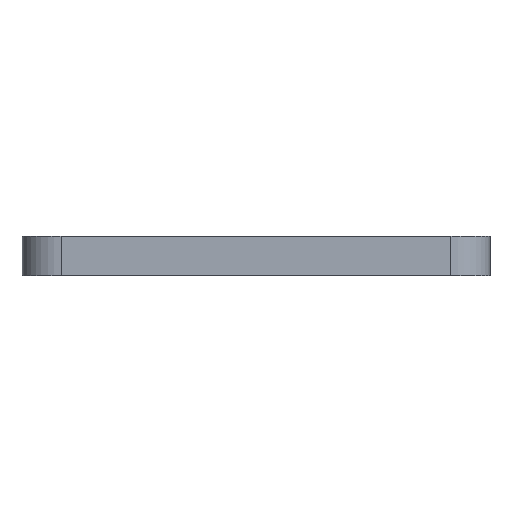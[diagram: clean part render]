
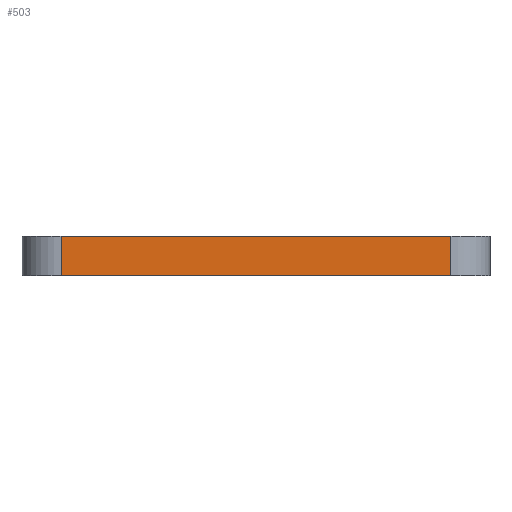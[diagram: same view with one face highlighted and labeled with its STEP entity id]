
A CAD part, left-side view. The second image highlights one B-rep face of the part: STEP entity #503.
In plain terms, the highlighted planar face has unit normal (-1, 0, 0).
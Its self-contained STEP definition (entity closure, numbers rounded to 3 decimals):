
#24 = CARTESIAN_POINT ( 'NONE',  ( -50., -25., 5. ) ) ;
#28 = ORIENTED_EDGE ( 'NONE', *, *, #49, .F. ) ;
#49 = EDGE_CURVE ( 'NONE', #686, #655, #584, .T. ) ;
#60 = VECTOR ( 'NONE', #299, 1000. ) ;
#87 = ORIENTED_EDGE ( 'NONE', *, *, #409, .T. ) ;
#102 = CARTESIAN_POINT ( 'NONE',  ( -50., 25., 5. ) ) ;
#164 = EDGE_CURVE ( 'NONE', #749, #686, #895, .T. ) ;
#224 = DIRECTION ( 'NONE',  ( 0., 0., -1. ) ) ;
#235 = CARTESIAN_POINT ( 'NONE',  ( -50., 25., 5. ) ) ;
#259 = LINE ( 'NONE', #613, #300 ) ;
#284 = DIRECTION ( 'NONE',  ( 1., 0., 0. ) ) ;
#299 = DIRECTION ( 'NONE',  ( 0., 0., -1. ) ) ;
#300 = VECTOR ( 'NONE', #546, 1000. ) ;
#309 = DIRECTION ( 'NONE',  ( 0., 0., -1. ) ) ;
#363 = CARTESIAN_POINT ( 'NONE',  ( -50., -25., 0. ) ) ;
#364 = CARTESIAN_POINT ( 'NONE',  ( -50., 25., 0. ) ) ;
#369 = CARTESIAN_POINT ( 'NONE',  ( -50., 25., 5. ) ) ;
#409 = EDGE_CURVE ( 'NONE', #749, #506, #748, .T. ) ;
#495 = CARTESIAN_POINT ( 'NONE',  ( -50., 25., 5. ) ) ;
#503 = ADVANCED_FACE ( 'NONE', ( #571 ), #941, .F. ) ;
#506 = VERTEX_POINT ( 'NONE', #364 ) ;
#546 = DIRECTION ( 'NONE',  ( 0., -1., 0. ) ) ;
#550 = VECTOR ( 'NONE', #309, 1000. ) ;
#571 = FACE_OUTER_BOUND ( 'NONE', #756, .T. ) ;
#579 = ORIENTED_EDGE ( 'NONE', *, *, #816, .T. ) ;
#584 = LINE ( 'NONE', #24, #550 ) ;
#613 = CARTESIAN_POINT ( 'NONE',  ( -50., 25., 0. ) ) ;
#655 = VERTEX_POINT ( 'NONE', #363 ) ;
#663 = CARTESIAN_POINT ( 'NONE',  ( -50., -25., 5. ) ) ;
#686 = VERTEX_POINT ( 'NONE', #663 ) ;
#737 = ORIENTED_EDGE ( 'NONE', *, *, #164, .F. ) ;
#748 = LINE ( 'NONE', #369, #60 ) ;
#749 = VERTEX_POINT ( 'NONE', #102 ) ;
#756 = EDGE_LOOP ( 'NONE', ( #579, #28, #737, #87 ) ) ;
#781 = AXIS2_PLACEMENT_3D ( 'NONE', #495, #284, #224 ) ;
#816 = EDGE_CURVE ( 'NONE', #506, #655, #259, .T. ) ;
#895 = LINE ( 'NONE', #235, #924 ) ;
#902 = DIRECTION ( 'NONE',  ( 0., -1., 0. ) ) ;
#924 = VECTOR ( 'NONE', #902, 1000. ) ;
#941 = PLANE ( 'NONE',  #781 ) ;
